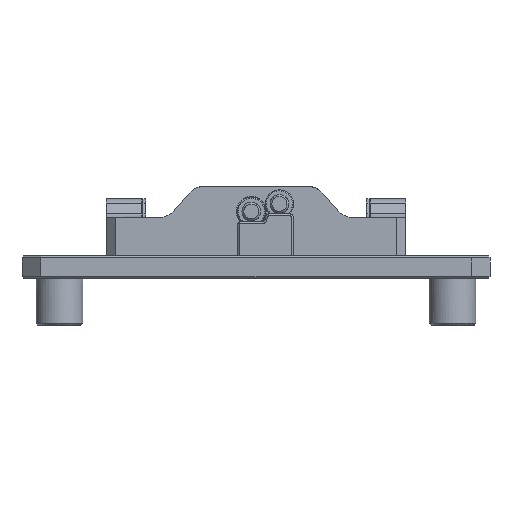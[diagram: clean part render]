
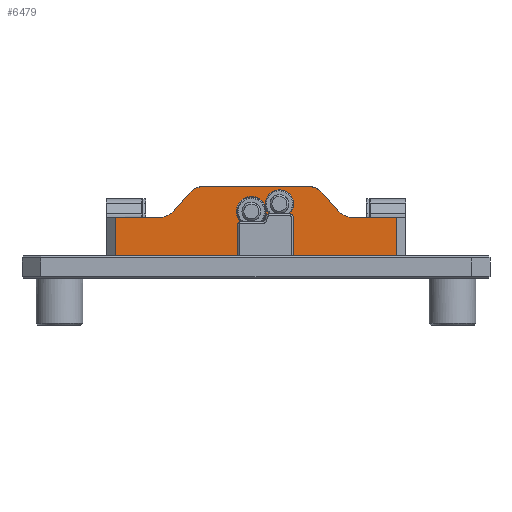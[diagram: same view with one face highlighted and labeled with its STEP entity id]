
A CAD part, front view. The second image highlights one B-rep face of the part: STEP entity #6479.
In plain terms, the highlighted free-form (B-spline) face has degree [1, 1] with [2, 2] control points.
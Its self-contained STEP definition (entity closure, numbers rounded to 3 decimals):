
#4321 = VERTEX_POINT('',#4322);
#4322 = CARTESIAN_POINT('',(2135.301,-503.015,
    511.878));
#4327 = EDGE_CURVE('',#4328,#4321,#4330,.T.);
#4328 = VERTEX_POINT('',#4329);
#4329 = CARTESIAN_POINT('',(2157.512,-503.015,
    511.878));
#4330 = B_SPLINE_CURVE_WITH_KNOTS('',1,(#4331,#4332),.UNSPECIFIED.,.F.,
  .F.,(2,2),(131.76,155.),.PIECEWISE_BEZIER_KNOTS.);
#4331 = CARTESIAN_POINT('',(2157.512,-503.015,
    511.878));
#4332 = CARTESIAN_POINT('',(2135.301,-503.015,
    511.878));
#4361 = EDGE_CURVE('',#4362,#4328,#4364,.T.);
#4362 = VERTEX_POINT('',#4363);
#4363 = CARTESIAN_POINT('',(2164.679,-503.015,
    515.112));
#4364 = ( BOUNDED_CURVE() B_SPLINE_CURVE(2,(#4365,#4366,#4367),
.UNSPECIFIED.,.F.,.F.) B_SPLINE_CURVE_WITH_KNOTS((3,3),(0.723,
1.571),.PIECEWISE_BEZIER_KNOTS.) CURVE() 
GEOMETRIC_REPRESENTATION_ITEM() RATIONAL_B_SPLINE_CURVE((1.,
0.911,1.)) REPRESENTATION_ITEM('') );
#4365 = CARTESIAN_POINT('',(2164.679,-503.015,
    515.112));
#4366 = CARTESIAN_POINT('',(2161.825,-503.015,
    511.878));
#4367 = CARTESIAN_POINT('',(2157.512,-503.015,
    511.878));
#4396 = VERTEX_POINT('',#4397);
#4397 = CARTESIAN_POINT('',(2172.886,-503.015,
    524.413));
#4408 = EDGE_CURVE('',#4396,#4362,#4409,.T.);
#4409 = B_SPLINE_CURVE_WITH_KNOTS('',1,(#4410,#4411),.UNSPECIFIED.,.F.,
  .F.,(2,2),(81.319,94.298),.PIECEWISE_BEZIER_KNOTS.);
#4410 = CARTESIAN_POINT('',(2172.886,-503.015,
    524.413));
#4411 = CARTESIAN_POINT('',(2164.679,-503.015,
    515.112));
#4424 = VERTEX_POINT('',#4425);
#4425 = CARTESIAN_POINT('',(2176.161,-503.015,
    526.819));
#4437 = EDGE_CURVE('',#4424,#4396,#4438,.T.);
#4438 = ( BOUNDED_CURVE() B_SPLINE_CURVE(2,(#4439,#4440,#4441),
.UNSPECIFIED.,.F.,.F.) B_SPLINE_CURVE_WITH_KNOTS((3,3),(1.99,
2.419),.PIECEWISE_BEZIER_KNOTS.) CURVE() 
GEOMETRIC_REPRESENTATION_ITEM() RATIONAL_B_SPLINE_CURVE((1.,
0.977,1.)) REPRESENTATION_ITEM('') );
#4439 = CARTESIAN_POINT('',(2176.161,-503.015,
    526.819));
#4440 = CARTESIAN_POINT('',(2174.262,-503.015,
    525.972));
#4441 = CARTESIAN_POINT('',(2172.886,-503.015,
    524.413));
#4456 = VERTEX_POINT('',#4457);
#4457 = CARTESIAN_POINT('',(2179.875,-503.015,
    527.647));
#4470 = EDGE_CURVE('',#4456,#4424,#4471,.T.);
#4471 = B_SPLINE_CURVE_WITH_KNOTS('',3,(#4472,#4473,#4474,#4475,#4476,
    #4477,#4478,#4479,#4480,#4481),.UNSPECIFIED.,.F.,.F.,(4,3,3,4),(0.,
    0.265,0.53,1.),.UNSPECIFIED.);
#4472 = CARTESIAN_POINT('',(2179.875,-503.015,
    527.647));
#4473 = CARTESIAN_POINT('',(2179.536,-503.015,
    527.647));
#4474 = CARTESIAN_POINT('',(2179.196,-503.015,
    527.627));
#4475 = CARTESIAN_POINT('',(2178.859,-503.015,
    527.587));
#4476 = CARTESIAN_POINT('',(2178.523,-503.015,
    527.548));
#4477 = CARTESIAN_POINT('',(2178.187,-503.015,
    527.488));
#4478 = CARTESIAN_POINT('',(2177.857,-503.015,
    527.41));
#4479 = CARTESIAN_POINT('',(2177.275,-503.015,
    527.271));
#4480 = CARTESIAN_POINT('',(2176.703,-503.015,
    527.072));
#4481 = CARTESIAN_POINT('',(2176.161,-503.015,
    526.819));
#4498 = VERTEX_POINT('',#4499);
#4499 = CARTESIAN_POINT('',(2233.908,-503.015,
    527.647));
#4526 = EDGE_CURVE('',#4498,#4456,#4527,.T.);
#4527 = B_SPLINE_CURVE_WITH_KNOTS('',1,(#4528,#4529),.UNSPECIFIED.,.F.,
  .F.,(2,2),(51.825,108.361),.PIECEWISE_BEZIER_KNOTS.);
#4528 = CARTESIAN_POINT('',(2233.908,-503.015,
    527.647));
#4529 = CARTESIAN_POINT('',(2179.875,-503.015,
    527.647));
#4542 = VERTEX_POINT('',#4543);
#4543 = CARTESIAN_POINT('',(2241.074,-503.015,
    524.413));
#4555 = EDGE_CURVE('',#4542,#4498,#4556,.T.);
#4556 = ( BOUNDED_CURVE() B_SPLINE_CURVE(2,(#4557,#4558,#4559),
.UNSPECIFIED.,.F.,.F.) B_SPLINE_CURVE_WITH_KNOTS((3,3),(0.723,
1.571),.PIECEWISE_BEZIER_KNOTS.) CURVE() 
GEOMETRIC_REPRESENTATION_ITEM() RATIONAL_B_SPLINE_CURVE((1.,
0.911,1.)) REPRESENTATION_ITEM('') );
#4557 = CARTESIAN_POINT('',(2241.074,-503.015,
    524.413));
#4558 = CARTESIAN_POINT('',(2238.22,-503.015,
    527.647));
#4559 = CARTESIAN_POINT('',(2233.908,-503.015,
    527.647));
#4574 = VERTEX_POINT('',#4575);
#4575 = CARTESIAN_POINT('',(2249.281,-503.015,
    515.112));
#4586 = EDGE_CURVE('',#4574,#4542,#4587,.T.);
#4587 = B_SPLINE_CURVE_WITH_KNOTS('',1,(#4588,#4589),.UNSPECIFIED.,.F.,
  .F.,(2,2),(11.561,24.54),.PIECEWISE_BEZIER_KNOTS.);
#4588 = CARTESIAN_POINT('',(2249.281,-503.015,
    515.112));
#4589 = CARTESIAN_POINT('',(2241.074,-503.015,
    524.413));
#4599 = EDGE_CURVE('',#4600,#4574,#4602,.T.);
#4600 = VERTEX_POINT('',#4601);
#4601 = CARTESIAN_POINT('',(2256.447,-503.015,
    511.878));
#4602 = ( BOUNDED_CURVE() B_SPLINE_CURVE(2,(#4603,#4604,#4605),
.UNSPECIFIED.,.F.,.F.) B_SPLINE_CURVE_WITH_KNOTS((3,3),(1.571,
2.419),.PIECEWISE_BEZIER_KNOTS.) CURVE() 
GEOMETRIC_REPRESENTATION_ITEM() RATIONAL_B_SPLINE_CURVE((1.,
0.911,1.)) REPRESENTATION_ITEM('') );
#4603 = CARTESIAN_POINT('',(2256.447,-503.015,
    511.878));
#4604 = CARTESIAN_POINT('',(2252.134,-503.015,
    511.878));
#4605 = CARTESIAN_POINT('',(2249.281,-503.015,
    515.112));
#4631 = EDGE_CURVE('',#4632,#4600,#4634,.T.);
#4632 = VERTEX_POINT('',#4633);
#4633 = CARTESIAN_POINT('',(2278.659,-503.015,
    511.878));
#4634 = B_SPLINE_CURVE_WITH_KNOTS('',1,(#4635,#4636),.UNSPECIFIED.,.F.,
  .F.,(2,2),(5.,28.24),.PIECEWISE_BEZIER_KNOTS.);
#4635 = CARTESIAN_POINT('',(2278.659,-503.015,
    511.878));
#4636 = CARTESIAN_POINT('',(2256.447,-503.015,
    511.878));
#6479 = ADVANCED_FACE('',(#6480,#6494,#6508),#6539,.T.);
#6480 = FACE_BOUND('',#6481,.T.);
#6481 = EDGE_LOOP('',(#6482));
#6482 = ORIENTED_EDGE('',*,*,#6483,.F.);
#6483 = EDGE_CURVE('',#6484,#6484,#6486,.T.);
#6484 = VERTEX_POINT('',#6485);
#6485 = CARTESIAN_POINT('',(2223.366,-503.015,
    523.897));
#6486 = ( BOUNDED_CURVE() B_SPLINE_CURVE(2,(#6487,#6488,#6489,#6490,
#6491,#6492,#6493),.UNSPECIFIED.,.T.,.F.) B_SPLINE_CURVE_WITH_KNOTS((1,2
    ,2,2,2,1),(-2.094,0.,2.094,4.189,
6.283,8.378),.UNSPECIFIED.) CURVE() 
GEOMETRIC_REPRESENTATION_ITEM() RATIONAL_B_SPLINE_CURVE((1.,0.5,1.,0.5,
1.,0.5,1.)) REPRESENTATION_ITEM('') );
#6487 = CARTESIAN_POINT('',(2223.366,-503.015,
    523.897));
#6488 = CARTESIAN_POINT('',(2214.677,-503.015,
    531.564));
#6489 = CARTESIAN_POINT('',(2212.382,-503.015,
    520.206));
#6490 = CARTESIAN_POINT('',(2210.087,-503.015,
    508.848));
#6491 = CARTESIAN_POINT('',(2221.071,-503.015,
    512.54));
#6492 = CARTESIAN_POINT('',(2232.055,-503.015,
    516.231));
#6493 = CARTESIAN_POINT('',(2223.366,-503.015,
    523.897));
#6494 = FACE_BOUND('',#6495,.T.);
#6495 = EDGE_LOOP('',(#6496));
#6496 = ORIENTED_EDGE('',*,*,#6497,.F.);
#6497 = EDGE_CURVE('',#6498,#6498,#6500,.T.);
#6498 = VERTEX_POINT('',#6499);
#6499 = CARTESIAN_POINT('',(2209.663,-503.015,
    520.746));
#6500 = ( BOUNDED_CURVE() B_SPLINE_CURVE(2,(#6501,#6502,#6503,#6504,
#6505,#6506,#6507),.UNSPECIFIED.,.T.,.F.) B_SPLINE_CURVE_WITH_KNOTS((1,2
    ,2,2,2,1),(-2.094,0.,2.094,4.189,
6.283,8.378),.UNSPECIFIED.) CURVE() 
GEOMETRIC_REPRESENTATION_ITEM() RATIONAL_B_SPLINE_CURVE((1.,0.5,1.,0.5,
1.,0.5,1.)) REPRESENTATION_ITEM('') );
#6501 = CARTESIAN_POINT('',(2209.663,-503.015,
    520.746));
#6502 = CARTESIAN_POINT('',(2199.733,-503.015,
    529.507));
#6503 = CARTESIAN_POINT('',(2197.11,-503.015,
    516.527));
#6504 = CARTESIAN_POINT('',(2194.487,-503.015,
    503.547));
#6505 = CARTESIAN_POINT('',(2207.04,-503.015,
    507.765));
#6506 = CARTESIAN_POINT('',(2219.593,-503.015,
    511.984));
#6507 = CARTESIAN_POINT('',(2209.663,-503.015,
    520.746));
#6508 = FACE_BOUND('',#6509,.T.);
#6509 = EDGE_LOOP('',(#6510,#6511,#6518,#6525,#6530,#6531,#6532,#6533,
    #6534,#6535,#6536,#6537,#6538));
#6510 = ORIENTED_EDGE('',*,*,#4327,.T.);
#6511 = ORIENTED_EDGE('',*,*,#6512,.T.);
#6512 = EDGE_CURVE('',#4321,#6513,#6515,.T.);
#6513 = VERTEX_POINT('',#6514);
#6514 = CARTESIAN_POINT('',(2135.301,-503.015,
    492.286));
#6515 = B_SPLINE_CURVE_WITH_KNOTS('',1,(#6516,#6517),.UNSPECIFIED.,.F.,
  .F.,(2,2),(19.5,40.),.PIECEWISE_BEZIER_KNOTS.);
#6516 = CARTESIAN_POINT('',(2135.301,-503.015,
    511.878));
#6517 = CARTESIAN_POINT('',(2135.301,-503.015,
    492.286));
#6518 = ORIENTED_EDGE('',*,*,#6519,.F.);
#6519 = EDGE_CURVE('',#6520,#6513,#6522,.T.);
#6520 = VERTEX_POINT('',#6521);
#6521 = CARTESIAN_POINT('',(2278.659,-503.015,
    492.286));
#6522 = B_SPLINE_CURVE_WITH_KNOTS('',1,(#6523,#6524),.UNSPECIFIED.,.F.,
  .F.,(2,2),(5.,155.),.PIECEWISE_BEZIER_KNOTS.);
#6523 = CARTESIAN_POINT('',(2278.659,-503.015,
    492.286));
#6524 = CARTESIAN_POINT('',(2135.301,-503.015,
    492.286));
#6525 = ORIENTED_EDGE('',*,*,#6526,.T.);
#6526 = EDGE_CURVE('',#6520,#4632,#6527,.T.);
#6527 = B_SPLINE_CURVE_WITH_KNOTS('',1,(#6528,#6529),.UNSPECIFIED.,.F.,
  .F.,(2,2),(-40.,-19.5),.PIECEWISE_BEZIER_KNOTS.);
#6528 = CARTESIAN_POINT('',(2278.659,-503.015,
    492.286));
#6529 = CARTESIAN_POINT('',(2278.659,-503.015,
    511.878));
#6530 = ORIENTED_EDGE('',*,*,#4631,.T.);
#6531 = ORIENTED_EDGE('',*,*,#4599,.T.);
#6532 = ORIENTED_EDGE('',*,*,#4586,.T.);
#6533 = ORIENTED_EDGE('',*,*,#4555,.T.);
#6534 = ORIENTED_EDGE('',*,*,#4526,.T.);
#6535 = ORIENTED_EDGE('',*,*,#4470,.T.);
#6536 = ORIENTED_EDGE('',*,*,#4437,.T.);
#6537 = ORIENTED_EDGE('',*,*,#4408,.T.);
#6538 = ORIENTED_EDGE('',*,*,#4361,.T.);
#6539 = B_SPLINE_SURFACE_WITH_KNOTS('',1,1,(
    (#6540,#6541)
    ,(#6542,#6543
    )),.UNSPECIFIED.,.F.,.F.,.F.,(2,2),(2,2),(-155.,-5.),(-40.,-3.),
  .PIECEWISE_BEZIER_KNOTS.);
#6540 = CARTESIAN_POINT('',(2135.301,-503.015,
    492.286));
#6541 = CARTESIAN_POINT('',(2135.301,-503.015,
    527.647));
#6542 = CARTESIAN_POINT('',(2278.659,-503.015,
    492.286));
#6543 = CARTESIAN_POINT('',(2278.659,-503.015,
    527.647));
